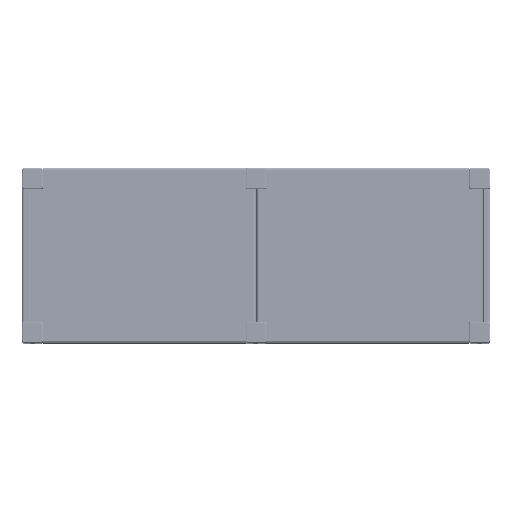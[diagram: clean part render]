
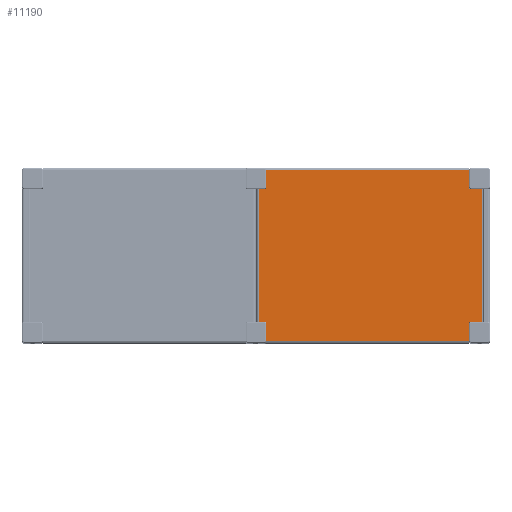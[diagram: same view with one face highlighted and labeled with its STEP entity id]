
A CAD part, top view. The second image highlights one B-rep face of the part: STEP entity #11190.
In plain terms, the highlighted planar face has unit normal (0, 0, 1).
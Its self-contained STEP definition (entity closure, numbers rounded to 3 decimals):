
#11190=ADVANCED_FACE('',(#17992),#17994,.T.);
#17992=FACE_BOUND('',#17993,.T.);
#17993=EDGE_LOOP('',(#22986,#22987,#22988,#22989,#22990,#22991,#22992,#22993,#22994,
#22995,#22996,#22997));
#17994=PLANE('',#17995);
#17995=AXIS2_PLACEMENT_3D('',#17996,#17997,#17998);
#17996=CARTESIAN_POINT('',(0.,0.,182.));
#17997=DIRECTION('',(0.,0.,1.));
#17998=DIRECTION('',(1.,0.,0.));
#22986=ORIENTED_EDGE('',*,*,#25478,.T.);
#22987=ORIENTED_EDGE('',*,*,#25508,.T.);
#22988=ORIENTED_EDGE('',*,*,#25482,.T.);
#22989=ORIENTED_EDGE('',*,*,#25486,.T.);
#22990=ORIENTED_EDGE('',*,*,#25489,.T.);
#22991=ORIENTED_EDGE('',*,*,#25492,.T.);
#22992=ORIENTED_EDGE('',*,*,#25495,.T.);
#22993=ORIENTED_EDGE('',*,*,#25509,.T.);
#22994=ORIENTED_EDGE('',*,*,#25498,.T.);
#22995=ORIENTED_EDGE('',*,*,#25502,.T.);
#22996=ORIENTED_EDGE('',*,*,#25505,.T.);
#22997=ORIENTED_EDGE('',*,*,#25507,.T.);
#25478=EDGE_CURVE('',#29294,#29292,#29295,.T.);
#25482=EDGE_CURVE('',#29302,#29300,#29303,.T.);
#25486=EDGE_CURVE('',#29300,#29307,#29309,.T.);
#25489=EDGE_CURVE('',#29307,#29312,#29314,.T.);
#25492=EDGE_CURVE('',#29312,#29317,#29319,.T.);
#25495=EDGE_CURVE('',#29317,#29322,#29324,.T.);
#25498=EDGE_CURVE('',#29330,#29328,#29331,.T.);
#25502=EDGE_CURVE('',#29328,#29335,#29337,.T.);
#25505=EDGE_CURVE('',#29335,#29340,#29342,.T.);
#25507=EDGE_CURVE('',#29340,#29294,#29344,.T.);
#25508=EDGE_CURVE('',#29292,#29302,#29345,.T.);
#25509=EDGE_CURVE('',#29322,#29330,#29346,.T.);
#29292=VERTEX_POINT('',#39667);
#29294=VERTEX_POINT('',#39671);
#29295=LINE('',#39672,#39673);
#29300=VERTEX_POINT('',#39683);
#29302=VERTEX_POINT('',#39687);
#29303=LINE('',#39688,#39689);
#29307=VERTEX_POINT('',#39698);
#29309=LINE('',#39702,#39703);
#29312=VERTEX_POINT('',#39709);
#29314=LINE('',#39713,#39714);
#29317=VERTEX_POINT('',#39720);
#29319=LINE('',#39724,#39725);
#29322=VERTEX_POINT('',#39731);
#29324=LINE('',#39735,#39736);
#29328=VERTEX_POINT('',#39743);
#29330=VERTEX_POINT('',#39747);
#29331=LINE('',#39748,#39749);
#29335=VERTEX_POINT('',#39758);
#29337=LINE('',#39762,#39763);
#29340=VERTEX_POINT('',#39769);
#29342=LINE('',#39773,#39774);
#29344=LINE('',#39779,#39780);
#29345=LINE('',#39782,#39783);
#29346=LINE('',#39785,#39786);
#39667=CARTESIAN_POINT('',(316.387,-205.998,182.));
#39671=CARTESIAN_POINT('',(297.212,-205.998,182.));
#39672=CARTESIAN_POINT('',(297.212,-205.998,182.));
#39673=VECTOR('',#39674,1.);
#39674=DIRECTION('',(1.,0.,0.));
#39683=CARTESIAN_POINT('',(297.212,-15.998,182.));
#39687=CARTESIAN_POINT('',(316.387,-15.998,182.));
#39688=CARTESIAN_POINT('',(316.387,-15.998,182.));
#39689=VECTOR('',#39690,1.);
#39690=DIRECTION('',(-1.,0.,0.));
#39698=CARTESIAN_POINT('',(297.212,11.002,182.));
#39702=CARTESIAN_POINT('',(297.212,-15.998,182.));
#39703=VECTOR('',#39704,1.);
#39704=DIRECTION('',(0.,1.,0.));
#39709=CARTESIAN_POINT('',(7.212,11.002,182.));
#39713=CARTESIAN_POINT('',(297.212,11.002,182.));
#39714=VECTOR('',#39715,1.);
#39715=DIRECTION('',(-1.,0.,0.));
#39720=CARTESIAN_POINT('',(7.212,-15.998,182.));
#39724=CARTESIAN_POINT('',(7.212,11.002,182.));
#39725=VECTOR('',#39726,1.);
#39726=DIRECTION('',(0.,-1.,0.));
#39731=CARTESIAN_POINT('',(-3.613,-15.998,182.));
#39735=CARTESIAN_POINT('',(7.212,-15.998,182.));
#39736=VECTOR('',#39737,1.);
#39737=DIRECTION('',(-1.,0.,0.));
#39743=CARTESIAN_POINT('',(7.212,-205.998,182.));
#39747=CARTESIAN_POINT('',(-3.613,-205.998,182.));
#39748=CARTESIAN_POINT('',(-3.613,-205.998,182.));
#39749=VECTOR('',#39750,1.);
#39750=DIRECTION('',(1.,0.,0.));
#39758=CARTESIAN_POINT('',(7.212,-232.998,182.));
#39762=CARTESIAN_POINT('',(7.212,-205.998,182.));
#39763=VECTOR('',#39764,1.);
#39764=DIRECTION('',(0.,-1.,0.));
#39769=CARTESIAN_POINT('',(297.212,-232.998,182.));
#39773=CARTESIAN_POINT('',(7.212,-232.998,182.));
#39774=VECTOR('',#39775,1.);
#39775=DIRECTION('',(1.,0.,0.));
#39779=CARTESIAN_POINT('',(297.212,-232.998,182.));
#39780=VECTOR('',#39781,1.);
#39781=DIRECTION('',(0.,1.,0.));
#39782=CARTESIAN_POINT('',(316.387,-205.998,182.));
#39783=VECTOR('',#39784,1.);
#39784=DIRECTION('',(0.,1.,0.));
#39785=CARTESIAN_POINT('',(-3.613,-15.998,182.));
#39786=VECTOR('',#39787,1.);
#39787=DIRECTION('',(0.,-1.,0.));
